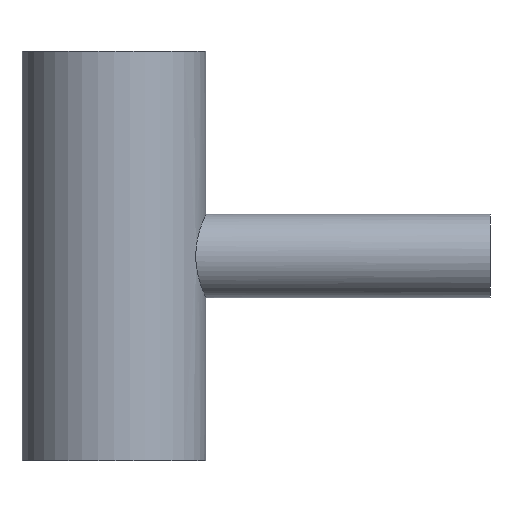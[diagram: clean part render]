
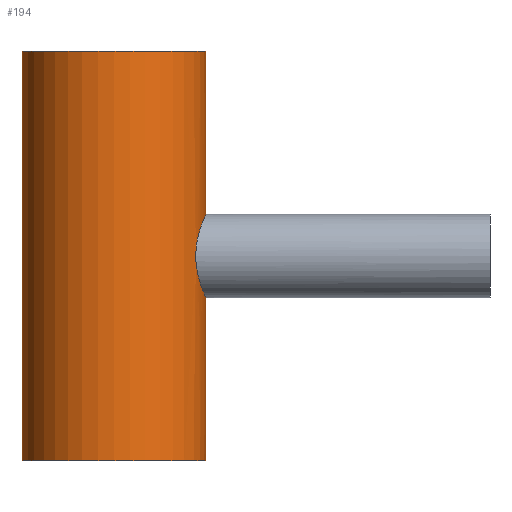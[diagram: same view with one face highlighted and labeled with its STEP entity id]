
A CAD part, front view. The second image highlights one B-rep face of the part: STEP entity #194.
In plain terms, the highlighted cylindrical face has radius 22 mm (diameter 44 mm), a partial arc.
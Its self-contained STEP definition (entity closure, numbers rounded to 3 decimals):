
#15 = DIRECTION ( 'NONE',  ( -1., 0., 0. ) ) ;
#32 = CARTESIAN_POINT ( 'NONE',  ( 19.596, -9.999, 0.671 ) ) ;
#36 = CARTESIAN_POINT ( 'NONE',  ( 19.638, -9.918, -1.323 ) ) ;
#43 = CARTESIAN_POINT ( 'NONE',  ( 22., 0., -49. ) ) ;
#50 = CIRCLE ( 'NONE', #727, 22. ) ;
#61 = DIRECTION ( 'NONE',  ( 0., 0., 1. ) ) ;
#62 = DIRECTION ( 'NONE',  ( 0., 0., -1. ) ) ;
#71 = CARTESIAN_POINT ( 'NONE',  ( 21.421, -5.024, -8.652 ) ) ;
#86 = VERTEX_POINT ( 'NONE', #856 ) ;
#123 = CARTESIAN_POINT ( 'NONE',  ( 22., 0., 49. ) ) ;
#128 = CARTESIAN_POINT ( 'NONE',  ( 21.969, -1.328, 9.933 ) ) ;
#134 = CARTESIAN_POINT ( 'NONE',  ( 20.226, -8.664, -5.036 ) ) ;
#140 = CIRCLE ( 'NONE', #906, 22. ) ;
#141 = CARTESIAN_POINT ( 'NONE',  ( 20.985, -6.612, 7.509 ) ) ;
#154 = CARTESIAN_POINT ( 'NONE',  ( 21.352, -5.306, -8.482 ) ) ;
#194 = ADVANCED_FACE ( 'NONE', ( #734 ), #1096, .T. ) ;
#211 = CARTESIAN_POINT ( 'NONE',  ( 21.422, -5.039, 8.662 ) ) ;
#215 = CARTESIAN_POINT ( 'NONE',  ( 19.63, -9.934, 1.326 ) ) ;
#220 = CARTESIAN_POINT ( 'NONE',  ( 20.224, -8.669, 5.027 ) ) ;
#235 = CARTESIAN_POINT ( 'NONE',  ( 22., -0.661, -10. ) ) ;
#250 = CARTESIAN_POINT ( 'NONE',  ( 22., 0., 49. ) ) ;
#278 = ORIENTED_EDGE ( 'NONE', *, *, #1182, .F. ) ;
#308 = CARTESIAN_POINT ( 'NONE',  ( 20.088, -8.975, 4.458 ) ) ;
#310 = DIRECTION ( 'NONE',  ( 0., 0., -1. ) ) ;
#312 = CARTESIAN_POINT ( 'NONE',  ( 21.55, -4.468, 8.97 ) ) ;
#317 = CARTESIAN_POINT ( 'NONE',  ( 19.727, -9.738, -2.296 ) ) ;
#328 = VERTEX_POINT ( 'NONE', #123 ) ;
#346 = CARTESIAN_POINT ( 'NONE',  ( 21.606, -4.157, -9.101 ) ) ;
#353 = EDGE_CURVE ( 'NONE', #86, #1064, #1165, .T. ) ;
#400 = ORIENTED_EDGE ( 'NONE', *, *, #1111, .T. ) ;
#401 = CARTESIAN_POINT ( 'NONE',  ( 20.908, -6.85, 7.292 ) ) ;
#409 = CARTESIAN_POINT ( 'NONE',  ( 19.861, -9.462, 3.251 ) ) ;
#410 = DIRECTION ( 'NONE',  ( 0., 0., 1. ) ) ;
#413 = CARTESIAN_POINT ( 'NONE',  ( 22., 0., 10. ) ) ;
#415 = EDGE_CURVE ( 'NONE', #689, #328, #140, .T. ) ;
#430 = ORIENTED_EDGE ( 'NONE', *, *, #415, .F. ) ;
#438 = VERTEX_POINT ( 'NONE', #43 ) ;
#442 = CARTESIAN_POINT ( 'NONE',  ( 20.52, -7.942, -6.111 ) ) ;
#480 = EDGE_LOOP ( 'NONE', ( #841, #430, #710, #400, #278, #892 ) ) ;
#498 = CARTESIAN_POINT ( 'NONE',  ( 19.604, -9.984, -0.659 ) ) ;
#503 = CARTESIAN_POINT ( 'NONE',  ( 19.767, -9.658, -2.615 ) ) ;
#542 = LINE ( 'NONE', #250, #616 ) ;
#551 = CARTESIAN_POINT ( 'NONE',  ( 0., 0., 49. ) ) ;
#586 = CARTESIAN_POINT ( 'NONE',  ( 19.914, -9.351, 3.559 ) ) ;
#592 = CARTESIAN_POINT ( 'NONE',  ( 19.596, -10., -0.324 ) ) ;
#594 = LINE ( 'NONE', #776, #1011 ) ;
#596 = CARTESIAN_POINT ( 'NONE',  ( 19.913, -9.353, -3.555 ) ) ;
#616 = VECTOR ( 'NONE', #62, 1000. ) ;
#662 = CARTESIAN_POINT ( 'NONE',  ( 22., 0., 49. ) ) ;
#676 = LINE ( 'NONE', #662, #681 ) ;
#678 = CARTESIAN_POINT ( 'NONE',  ( 19.727, -9.738, 2.297 ) ) ;
#681 = VECTOR ( 'NONE', #310, 1000. ) ;
#683 = CARTESIAN_POINT ( 'NONE',  ( 20.753, -7.304, 6.837 ) ) ;
#689 = VERTEX_POINT ( 'NONE', #1080 ) ;
#691 = CARTESIAN_POINT ( 'NONE',  ( 21.846, -2.617, 9.657 ) ) ;
#702 = CARTESIAN_POINT ( 'NONE',  ( 22., 0., -10. ) ) ;
#710 = ORIENTED_EDGE ( 'NONE', *, *, #781, .T. ) ;
#713 = CARTESIAN_POINT ( 'NONE',  ( 21.852, -2.627, -9.672 ) ) ;
#727 = AXIS2_PLACEMENT_3D ( 'NONE', #886, #61, #1168 ) ;
#734 = FACE_OUTER_BOUND ( 'NONE', #480, .T. ) ;
#763 = CARTESIAN_POINT ( 'NONE',  ( 0., 0., 49. ) ) ;
#769 = CARTESIAN_POINT ( 'NONE',  ( 20.522, -7.93, 6.1 ) ) ;
#774 = CARTESIAN_POINT ( 'NONE',  ( 19.768, -9.656, 2.621 ) ) ;
#776 = CARTESIAN_POINT ( 'NONE',  ( -22., 0., 49. ) ) ;
#779 = CARTESIAN_POINT ( 'NONE',  ( 21.135, -6.112, 7.921 ) ) ;
#781 = EDGE_CURVE ( 'NONE', #689, #816, #594, .T. ) ;
#785 = CARTESIAN_POINT ( 'NONE',  ( 22., -0.671, 10. ) ) ;
#792 = CARTESIAN_POINT ( 'NONE',  ( 21.547, -4.45, -8.961 ) ) ;
#814 = CARTESIAN_POINT ( 'NONE',  ( 21.766, -3.256, -9.477 ) ) ;
#816 = VERTEX_POINT ( 'NONE', #1134 ) ;
#817 = EDGE_CURVE ( 'NONE', #328, #86, #676, .T. ) ;
#831 = DIRECTION ( 'NONE',  ( 0., 0., -1. ) ) ;
#841 = ORIENTED_EDGE ( 'NONE', *, *, #817, .F. ) ;
#856 = CARTESIAN_POINT ( 'NONE',  ( 22., 0., 10. ) ) ;
#861 = CARTESIAN_POINT ( 'NONE',  ( 21.761, -3.25, 9.463 ) ) ;
#865 = CARTESIAN_POINT ( 'NONE',  ( 21.21, -5.85, 8.117 ) ) ;
#866 = DIRECTION ( 'NONE',  ( 1., 0., 0. ) ) ;
#882 = CARTESIAN_POINT ( 'NONE',  ( 20.988, -6.614, -7.528 ) ) ;
#886 = CARTESIAN_POINT ( 'NONE',  ( 0., 0., -49. ) ) ;
#892 = ORIENTED_EDGE ( 'NONE', *, *, #353, .F. ) ;
#906 = AXIS2_PLACEMENT_3D ( 'NONE', #763, #410, #866 ) ;
#948 = DIRECTION ( 'NONE',  ( 0., 0., -1. ) ) ;
#960 = CARTESIAN_POINT ( 'NONE',  ( 20.089, -8.972, -4.465 ) ) ;
#967 = CARTESIAN_POINT ( 'NONE',  ( 21.712, -3.562, 9.35 ) ) ;
#968 = CARTESIAN_POINT ( 'NONE',  ( 22., 0., -10. ) ) ;
#969 = AXIS2_PLACEMENT_3D ( 'NONE', #551, #831, #15 ) ;
#975 = CARTESIAN_POINT ( 'NONE',  ( 21.14, -6.117, -7.937 ) ) ;
#1011 = VECTOR ( 'NONE', #948, 1000. ) ;
#1048 = CARTESIAN_POINT ( 'NONE',  ( 20.676, -7.52, 6.599 ) ) ;
#1053 = CARTESIAN_POINT ( 'NONE',  ( 19.86, -9.465, -3.243 ) ) ;
#1064 = VERTEX_POINT ( 'NONE', #702 ) ;
#1080 = CARTESIAN_POINT ( 'NONE',  ( -22., 0., 49. ) ) ;
#1096 = CYLINDRICAL_SURFACE ( 'NONE', #969, 22. ) ;
#1111 = EDGE_CURVE ( 'NONE', #816, #438, #50, .T. ) ;
#1132 = CARTESIAN_POINT ( 'NONE',  ( 20.445, -8.125, 5.838 ) ) ;
#1134 = CARTESIAN_POINT ( 'NONE',  ( -22., 0., -49. ) ) ;
#1140 = CARTESIAN_POINT ( 'NONE',  ( 19.663, -9.868, -1.65 ) ) ;
#1146 = CARTESIAN_POINT ( 'NONE',  ( 21.882, -2.297, 9.738 ) ) ;
#1165 = B_SPLINE_CURVE_WITH_KNOTS ( 'NONE', 3,
 ( #413, #785, #128, #1146, #691, #861, #967, #312, #211, #865, #779, #141, #401, #683, #1048, #769, #1132, #220, #308, #586, #409, #774, #678, #215, #32, #592, #498, #36, #1140, #317, #503, #1053, #596, #960, #134, #442, #1170, #882, #975, #154, #71, #792, #346, #814, #713, #1177, #235, #968 ),
 .UNSPECIFIED., .F., .F.,
 ( 4, 2, 2, 2, 2, 2, 2, 2, 2, 2, 2, 2, 2, 2, 2, 2, 2, 2, 2, 2, 2, 2, 2, 4 ),
 ( 0., 0.002, 0.003, 0.004, 0.006, 0.007, 0.008, 0.009, 0.01, 0.012, 0.013, 0.014, 0.016, 0.017, 0.018, 0.019, 0.02, 0.022, 0.024, 0.026, 0.027, 0.028, 0.03, 0.032 ),
 .UNSPECIFIED. ) ;
#1168 = DIRECTION ( 'NONE',  ( 1., 0., 0. ) ) ;
#1170 = CARTESIAN_POINT ( 'NONE',  ( 20.679, -7.525, -6.617 ) ) ;
#1177 = CARTESIAN_POINT ( 'NONE',  ( 21.97, -1.319, -9.935 ) ) ;
#1182 = EDGE_CURVE ( 'NONE', #1064, #438, #542, .T. ) ;
